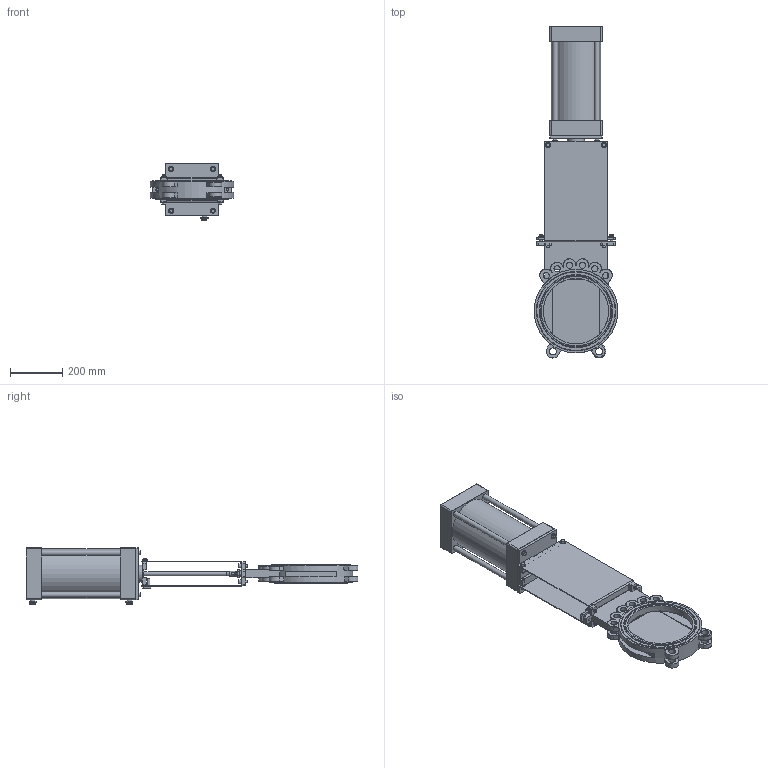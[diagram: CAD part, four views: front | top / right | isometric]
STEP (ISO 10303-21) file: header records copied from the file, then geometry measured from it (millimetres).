
FILE_DESCRIPTION(/* description */ (''),/* implementation_level */ '2;1');
FILE_NAME(/* name */ 'DN250_3D_STEP.stp',/* time_stamp */ '2024-01-25T01:06:11+03:00',/* author */ ('igorr'),/* organization */ (''),/* preprocessor_version */ 'ST-DEVELOPER v19.2',/* originating_system */ 'Autodesk Inventor 2023',/* authorisation */ '');
FILE_SCHEMA (('AUTOMOTIVE_DESIGN { 1 0 10303 214 3 1 1 }'));
Length unit declared in the file: millimetre
Products named in the file (8): Сборка; Деталь1; Деталь3; Деталь4; Деталь5; Деталь2; AS 1420 - 1973 - M10 x 25; AS 1427 - M10 x 30
Assembly tree (20 placements, depth 2):
  Сборка
    Деталь1
    Деталь3
    Деталь4
    Деталь5
    Деталь2  x2
    AS 1420 - 1973 - M10 x 25  x4
    AS 1427 - M10 x 30  x10
Bounding box: 319 x 1268.88 x 217.25 mm (x, y, z)
Volume: 18946564.3 mm3; surface area: 1530407.4 mm2
Topology: 20 solids, 20 shells, 734 faces, 1772 edges, 1141 vertices
Faces by surface type: plane 434, cylinder 189, torus 46, cone 42, bspline 23
Full cylindrical faces by diameter (mm): 5 x2, 6 x4, 8 x4, 8.16 x10, 10 x28, 15 x3, 16 x4, 18 x1, 20 x19, 20.341 x2, 24 x11, 27 x4, 30 x2, 65 x1, 190 x1, 250 x2, 319 x1
Entity records: 17309 total; most frequent: CARTESIAN_POINT 3479, DIRECTION 2713, ORIENTED_EDGE 2652, EDGE_CURVE 1326, AXIS2_PLACEMENT_3D 947, VERTEX_POINT 856, LINE 819, VECTOR 819
